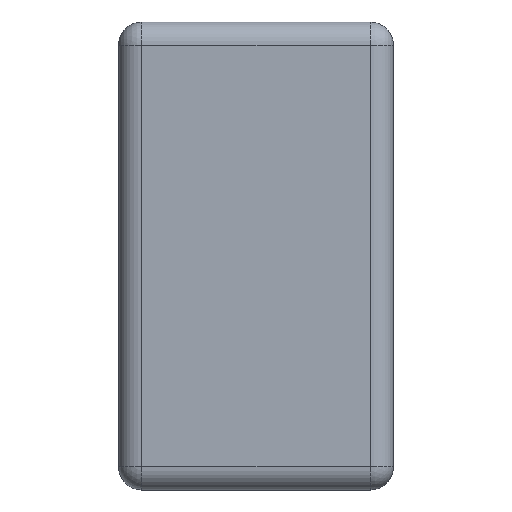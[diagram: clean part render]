
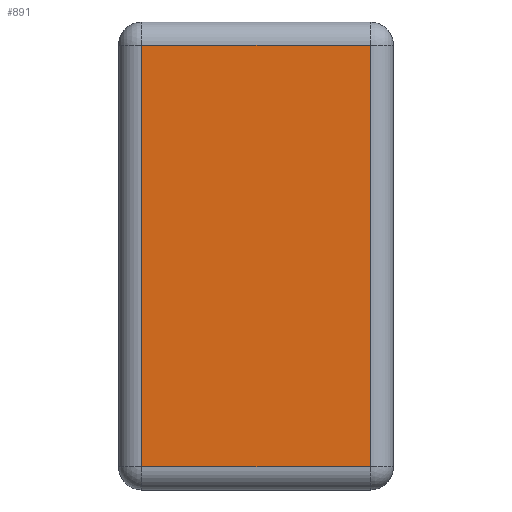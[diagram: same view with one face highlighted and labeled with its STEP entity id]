
A CAD part, left-side view. The second image highlights one B-rep face of the part: STEP entity #891.
In plain terms, the highlighted planar face has unit normal (-1, 0, 0).
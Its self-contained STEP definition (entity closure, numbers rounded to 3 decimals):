
#31 = EDGE_CURVE ( 'NONE', #200, #191, #543, .T. ) ;
#70 = CARTESIAN_POINT ( 'NONE',  ( -1.6, 0.08, -0.72 ) ) ;
#126 = VECTOR ( 'NONE', #890, 1000. ) ;
#132 = PLANE ( 'NONE',  #417 ) ;
#191 = VERTEX_POINT ( 'NONE', #70 ) ;
#200 = VERTEX_POINT ( 'NONE', #840 ) ;
#231 = DIRECTION ( 'NONE',  ( 0., -1., 0. ) ) ;
#236 = VECTOR ( 'NONE', #557, 1000. ) ;
#279 = EDGE_LOOP ( 'NONE', ( #932, #332, #452, #941 ) ) ;
#289 = VECTOR ( 'NONE', #231, 1000. ) ;
#301 = CARTESIAN_POINT ( 'NONE',  ( -1.6, 0.94, -0.8 ) ) ;
#313 = CARTESIAN_POINT ( 'NONE',  ( -1.6, 0.86, 0.72 ) ) ;
#332 = ORIENTED_EDGE ( 'NONE', *, *, #31, .T. ) ;
#417 = AXIS2_PLACEMENT_3D ( 'NONE', #301, #788, #1200 ) ;
#452 = ORIENTED_EDGE ( 'NONE', *, *, #759, .T. ) ;
#473 = LINE ( 'NONE', #1272, #1204 ) ;
#521 = LINE ( 'NONE', #1161, #236 ) ;
#543 = LINE ( 'NONE', #1133, #289 ) ;
#557 = DIRECTION ( 'NONE',  ( 0., 0., 1. ) ) ;
#674 = DIRECTION ( 'NONE',  ( 0., 0., -1. ) ) ;
#703 = FACE_OUTER_BOUND ( 'NONE', #279, .T. ) ;
#759 = EDGE_CURVE ( 'NONE', #191, #815, #521, .T. ) ;
#788 = DIRECTION ( 'NONE',  ( 1., 0., 0. ) ) ;
#815 = VERTEX_POINT ( 'NONE', #1065 ) ;
#840 = CARTESIAN_POINT ( 'NONE',  ( -1.6, 0.86, -0.72 ) ) ;
#878 = EDGE_CURVE ( 'NONE', #903, #200, #473, .T. ) ;
#890 = DIRECTION ( 'NONE',  ( 0., 1., 0. ) ) ;
#891 = ADVANCED_FACE ( 'NONE', ( #703 ), #132, .F. ) ;
#903 = VERTEX_POINT ( 'NONE', #313 ) ;
#932 = ORIENTED_EDGE ( 'NONE', *, *, #878, .T. ) ;
#941 = ORIENTED_EDGE ( 'NONE', *, *, #1163, .T. ) ;
#1065 = CARTESIAN_POINT ( 'NONE',  ( -1.6, 0.08, 0.72 ) ) ;
#1133 = CARTESIAN_POINT ( 'NONE',  ( -1.6, 0.94, -0.72 ) ) ;
#1161 = CARTESIAN_POINT ( 'NONE',  ( -1.6, 0.08, -0.8 ) ) ;
#1163 = EDGE_CURVE ( 'NONE', #815, #903, #1273, .T. ) ;
#1200 = DIRECTION ( 'NONE',  ( 0., 0., -1. ) ) ;
#1203 = CARTESIAN_POINT ( 'NONE',  ( -1.6, 0.94, 0.72 ) ) ;
#1204 = VECTOR ( 'NONE', #674, 1000. ) ;
#1272 = CARTESIAN_POINT ( 'NONE',  ( -1.6, 0.86, -0.8 ) ) ;
#1273 = LINE ( 'NONE', #1203, #126 ) ;
